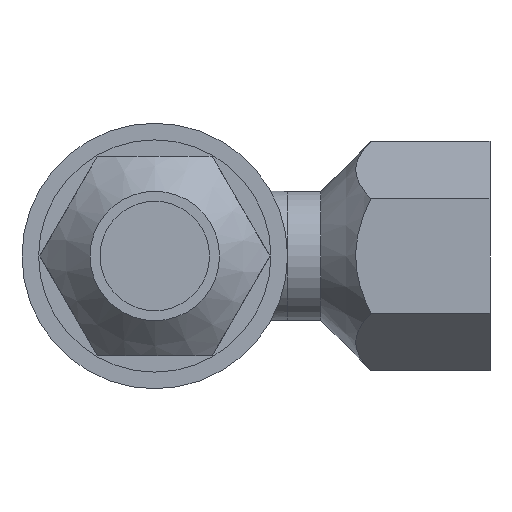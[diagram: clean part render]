
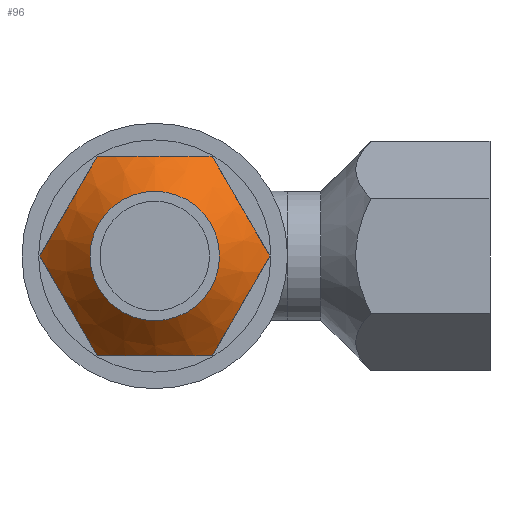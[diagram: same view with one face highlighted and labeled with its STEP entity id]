
A CAD part, front view. The second image highlights one B-rep face of the part: STEP entity #96.
In plain terms, the highlighted conical face has half-angle 45 degrees and reference radius 13.1 mm.
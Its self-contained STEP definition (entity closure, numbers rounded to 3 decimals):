
#96 = ADVANCED_FACE( '', ( #204, #205 ), #206, .T. );
#204 = FACE_OUTER_BOUND( '', #322, .T. );
#205 = FACE_BOUND( '', #323, .T. );
#206 = CONICAL_SURFACE( '', #324, 13.1, 0.785 );
#322 = EDGE_LOOP( '', ( #479, #480, #481, #482, #483, #484 ) );
#323 = EDGE_LOOP( '', ( #485 ) );
#324 = AXIS2_PLACEMENT_3D( '', #486, #487, #488 );
#479 = ORIENTED_EDGE( '', *, *, #600, .F. );
#480 = ORIENTED_EDGE( '', *, *, #588, .F. );
#481 = ORIENTED_EDGE( '', *, *, #603, .F. );
#482 = ORIENTED_EDGE( '', *, *, #595, .F. );
#483 = ORIENTED_EDGE( '', *, *, #607, .F. );
#484 = ORIENTED_EDGE( '', *, *, #608, .F. );
#485 = ORIENTED_EDGE( '', *, *, #609, .F. );
#486 = CARTESIAN_POINT( '', ( 0., -4.15, 0. ) );
#487 = DIRECTION( '', ( 0., 1., 0. ) );
#488 = DIRECTION( '', ( 0., 0., 1. ) );
#588 = EDGE_CURVE( '', #672, #668, #674, .T. );
#595 = EDGE_CURVE( '', #684, #680, #686, .T. );
#600 = EDGE_CURVE( '', #668, #690, #693, .T. );
#603 = EDGE_CURVE( '', #680, #672, #696, .T. );
#607 = EDGE_CURVE( '', #701, #684, #702, .T. );
#608 = EDGE_CURVE( '', #690, #701, #703, .T. );
#609 = EDGE_CURVE( '', #704, #704, #705, .F. );
#668 = VERTEX_POINT( '', #860 );
#672 = VERTEX_POINT( '', #866 );
#674 = B_SPLINE_CURVE_WITH_KNOTS( '', 3, ( #869, #870, #871, #872, #873, #874, #875, #876, #877, #878, #879, #880 ), .UNSPECIFIED., .F., .F., ( 4, 2, 2, 2, 2, 4 ), ( 0., 0.004, 0.007, 0.009, 0.013, 0.018 ), .UNSPECIFIED. );
#680 = VERTEX_POINT( '', #886 );
#684 = VERTEX_POINT( '', #892 );
#686 = B_SPLINE_CURVE_WITH_KNOTS( '', 3, ( #895, #896, #897, #898, #899, #900, #901, #902, #903, #904, #905, #906 ), .UNSPECIFIED., .F., .F., ( 4, 2, 2, 2, 2, 4 ), ( 0., 0.004, 0.007, 0.009, 0.013, 0.018 ), .UNSPECIFIED. );
#690 = VERTEX_POINT( '', #910 );
#693 = B_SPLINE_CURVE_WITH_KNOTS( '', 3, ( #915, #916, #917, #918, #919, #920, #921, #922, #923, #924, #925, #926 ), .UNSPECIFIED., .F., .F., ( 4, 2, 2, 2, 2, 4 ), ( 0., 0.004, 0.007, 0.009, 0.013, 0.018 ), .UNSPECIFIED. );
#696 = B_SPLINE_CURVE_WITH_KNOTS( '', 3, ( #930, #931, #932, #933, #934, #935, #936, #937, #938, #939, #940, #941 ), .UNSPECIFIED., .F., .F., ( 4, 2, 2, 2, 2, 4 ), ( 0., 0.004, 0.007, 0.009, 0.013, 0.018 ), .UNSPECIFIED. );
#701 = VERTEX_POINT( '', #946 );
#702 = B_SPLINE_CURVE_WITH_KNOTS( '', 3, ( #947, #948, #949, #950, #951, #952, #953, #954, #955, #956, #957, #958 ), .UNSPECIFIED., .F., .F., ( 4, 2, 2, 2, 2, 4 ), ( 0., 0.004, 0.007, 0.009, 0.013, 0.018 ), .UNSPECIFIED. );
#703 = B_SPLINE_CURVE_WITH_KNOTS( '', 3, ( #959, #960, #961, #962, #963, #964, #965, #966, #967, #968, #969, #970 ), .UNSPECIFIED., .F., .F., ( 4, 2, 2, 2, 2, 4 ), ( 0., 0.004, 0.007, 0.009, 0.013, 0.018 ), .UNSPECIFIED. );
#704 = VERTEX_POINT( '', #971 );
#705 = CIRCLE( '', #972, 9.75 );
#860 = CARTESIAN_POINT( '', ( 8.66, 0.071, 15. ) );
#866 = CARTESIAN_POINT( '', ( -8.66, 0.071, 15. ) );
#869 = CARTESIAN_POINT( '', ( -8.66, 0.071, 15. ) );
#870 = CARTESIAN_POINT( '', ( -7.307, -0.606, 15. ) );
#871 = CARTESIAN_POINT( '', ( -5.923, -1.181, 15. ) );
#872 = CARTESIAN_POINT( '', ( -3.773, -1.798, 15. ) );
#873 = CARTESIAN_POINT( '', ( -3.044, -1.962, 15. ) );
#874 = CARTESIAN_POINT( '', ( -1.555, -2.188, 15. ) );
#875 = CARTESIAN_POINT( '', ( -0.788, -2.248, 15. ) );
#876 = CARTESIAN_POINT( '', ( 1.48, -2.253, 15. ) );
#877 = CARTESIAN_POINT( '', ( 2.966, -2.024, 15. ) );
#878 = CARTESIAN_POINT( '', ( 5.897, -1.194, 15. ) );
#879 = CARTESIAN_POINT( '', ( 7.299, -0.61, 15. ) );
#880 = CARTESIAN_POINT( '', ( 8.66, 0.071, 15. ) );
#886 = CARTESIAN_POINT( '', ( -17.321, 0.071, 0. ) );
#892 = CARTESIAN_POINT( '', ( -8.66, 0.071, -15. ) );
#895 = CARTESIAN_POINT( '', ( -8.66, 0.071, -15. ) );
#896 = CARTESIAN_POINT( '', ( -9.337, -0.606, -13.828 ) );
#897 = CARTESIAN_POINT( '', ( -10.029, -1.181, -12.63 ) );
#898 = CARTESIAN_POINT( '', ( -11.104, -1.798, -10.768 ) );
#899 = CARTESIAN_POINT( '', ( -11.468, -1.962, -10.136 ) );
#900 = CARTESIAN_POINT( '', ( -12.213, -2.188, -8.847 ) );
#901 = CARTESIAN_POINT( '', ( -12.596, -2.248, -8.182 ) );
#902 = CARTESIAN_POINT( '', ( -13.73, -2.253, -6.218 ) );
#903 = CARTESIAN_POINT( '', ( -14.474, -2.024, -4.931 ) );
#904 = CARTESIAN_POINT( '', ( -15.939, -1.194, -2.393 ) );
#905 = CARTESIAN_POINT( '', ( -16.64, -0.61, -1.179 ) );
#906 = CARTESIAN_POINT( '', ( -17.321, 0.071, 0. ) );
#910 = CARTESIAN_POINT( '', ( 17.321, 0.071, 0. ) );
#915 = CARTESIAN_POINT( '', ( 8.66, 0.071, 15. ) );
#916 = CARTESIAN_POINT( '', ( 9.337, -0.606, 13.828 ) );
#917 = CARTESIAN_POINT( '', ( 10.029, -1.181, 12.63 ) );
#918 = CARTESIAN_POINT( '', ( 11.104, -1.798, 10.768 ) );
#919 = CARTESIAN_POINT( '', ( 11.468, -1.962, 10.136 ) );
#920 = CARTESIAN_POINT( '', ( 12.213, -2.188, 8.847 ) );
#921 = CARTESIAN_POINT( '', ( 12.596, -2.248, 8.182 ) );
#922 = CARTESIAN_POINT( '', ( 13.73, -2.253, 6.218 ) );
#923 = CARTESIAN_POINT( '', ( 14.474, -2.024, 4.931 ) );
#924 = CARTESIAN_POINT( '', ( 15.939, -1.194, 2.393 ) );
#925 = CARTESIAN_POINT( '', ( 16.64, -0.61, 1.179 ) );
#926 = CARTESIAN_POINT( '', ( 17.321, 0.071, 0. ) );
#930 = CARTESIAN_POINT( '', ( -17.321, 0.071, 0. ) );
#931 = CARTESIAN_POINT( '', ( -16.644, -0.606, 1.172 ) );
#932 = CARTESIAN_POINT( '', ( -15.952, -1.181, 2.37 ) );
#933 = CARTESIAN_POINT( '', ( -14.877, -1.798, 4.232 ) );
#934 = CARTESIAN_POINT( '', ( -14.512, -1.962, 4.864 ) );
#935 = CARTESIAN_POINT( '', ( -13.768, -2.188, 6.153 ) );
#936 = CARTESIAN_POINT( '', ( -13.384, -2.248, 6.818 ) );
#937 = CARTESIAN_POINT( '', ( -12.25, -2.253, 8.782 ) );
#938 = CARTESIAN_POINT( '', ( -11.507, -2.024, 10.069 ) );
#939 = CARTESIAN_POINT( '', ( -10.042, -1.194, 12.607 ) );
#940 = CARTESIAN_POINT( '', ( -9.341, -0.61, 13.821 ) );
#941 = CARTESIAN_POINT( '', ( -8.66, 0.071, 15. ) );
#946 = CARTESIAN_POINT( '', ( 8.66, 0.071, -15. ) );
#947 = CARTESIAN_POINT( '', ( 8.66, 0.071, -15. ) );
#948 = CARTESIAN_POINT( '', ( 7.307, -0.606, -15. ) );
#949 = CARTESIAN_POINT( '', ( 5.923, -1.181, -15. ) );
#950 = CARTESIAN_POINT( '', ( 3.773, -1.798, -15. ) );
#951 = CARTESIAN_POINT( '', ( 3.044, -1.962, -15. ) );
#952 = CARTESIAN_POINT( '', ( 1.555, -2.188, -15. ) );
#953 = CARTESIAN_POINT( '', ( 0.788, -2.248, -15. ) );
#954 = CARTESIAN_POINT( '', ( -1.48, -2.253, -15. ) );
#955 = CARTESIAN_POINT( '', ( -2.966, -2.024, -15. ) );
#956 = CARTESIAN_POINT( '', ( -5.897, -1.194, -15. ) );
#957 = CARTESIAN_POINT( '', ( -7.299, -0.61, -15. ) );
#958 = CARTESIAN_POINT( '', ( -8.66, 0.071, -15. ) );
#959 = CARTESIAN_POINT( '', ( 17.321, 0.071, 0. ) );
#960 = CARTESIAN_POINT( '', ( 16.644, -0.606, -1.172 ) );
#961 = CARTESIAN_POINT( '', ( 15.952, -1.181, -2.37 ) );
#962 = CARTESIAN_POINT( '', ( 14.877, -1.798, -4.232 ) );
#963 = CARTESIAN_POINT( '', ( 14.512, -1.962, -4.864 ) );
#964 = CARTESIAN_POINT( '', ( 13.768, -2.188, -6.153 ) );
#965 = CARTESIAN_POINT( '', ( 13.384, -2.248, -6.818 ) );
#966 = CARTESIAN_POINT( '', ( 12.25, -2.253, -8.782 ) );
#967 = CARTESIAN_POINT( '', ( 11.507, -2.024, -10.069 ) );
#968 = CARTESIAN_POINT( '', ( 10.042, -1.194, -12.607 ) );
#969 = CARTESIAN_POINT( '', ( 9.341, -0.61, -13.821 ) );
#970 = CARTESIAN_POINT( '', ( 8.66, 0.071, -15. ) );
#971 = CARTESIAN_POINT( '', ( 0., -7.5, 9.75 ) );
#972 = AXIS2_PLACEMENT_3D( '', #1052, #1053, #1054 );
#1052 = CARTESIAN_POINT( '', ( 0., -7.5, 0. ) );
#1053 = DIRECTION( '', ( 0., 1., 0. ) );
#1054 = DIRECTION( '', ( 0., 0., 1. ) );
